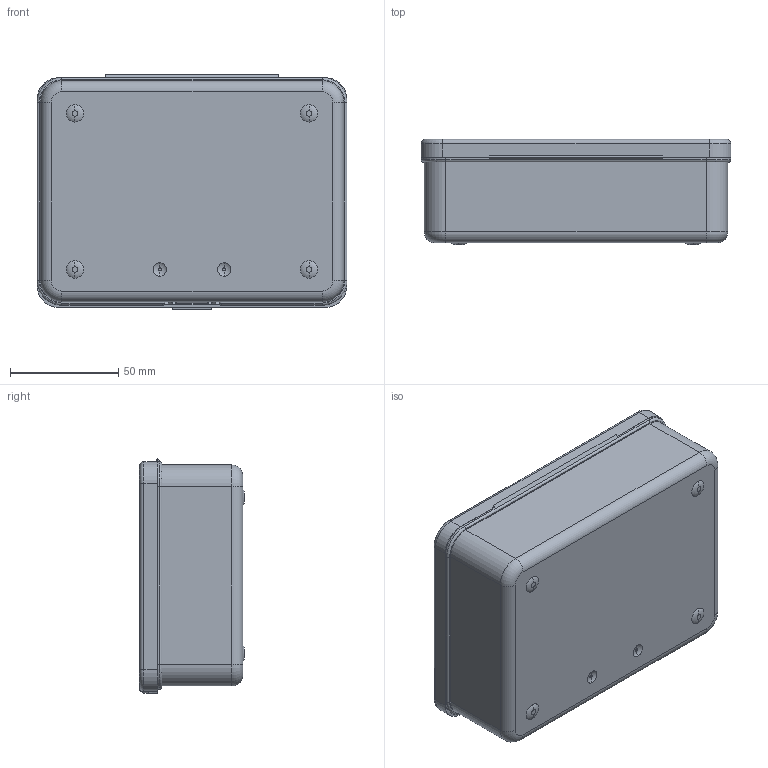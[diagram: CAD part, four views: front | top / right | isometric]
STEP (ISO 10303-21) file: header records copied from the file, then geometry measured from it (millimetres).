
FILE_DESCRIPTION (( 'STEP AP214' ), '1' );
FILE_NAME ('B133 Êîðîáêà ïëàñòèêîâàÿ, 138x100x45 ìì.STEP', '2020-02-07T08:58:04', ( 'Ïîëüçîâàòåëü Windows' ), ( '' ), 'SwSTEP 2.0', 'SolidWorks 2019', '' );
FILE_SCHEMA (( 'AUTOMOTIVE_DESIGN' ));
Length unit declared in the file: millimetre
Products named in the file (3): B133 Êîðîáêà ïëàñòèêîâàÿ, 138x100x45 ìì; B133 Êðûøêà_00; B133 澎觐耱黖00
Assembly tree (2 placements, depth 2):
  B133 Êîðîáêà ïëàñòèêîâàÿ, 138x100x45 ìì
    B133 澎觐耱黖00
    B133 Êðûøêà_00
Bounding box: 143 x 48.45 x 108.5 mm (x, y, z)
Volume: 63740.7 mm3; surface area: 105192.2 mm2
Topology: 3 solids, 3 shells, 241 faces, 584 edges, 350 vertices
Faces by surface type: cylinder 100, plane 89, torus 32, bspline 16, sphere 4
Entity records: 7955 total; most frequent: CARTESIAN_POINT 2390, ORIENTED_EDGE 1152, DIRECTION 1142, EDGE_CURVE 576, AXIS2_PLACEMENT_3D 418, VERTEX_POINT 350, LINE 306, VECTOR 306
